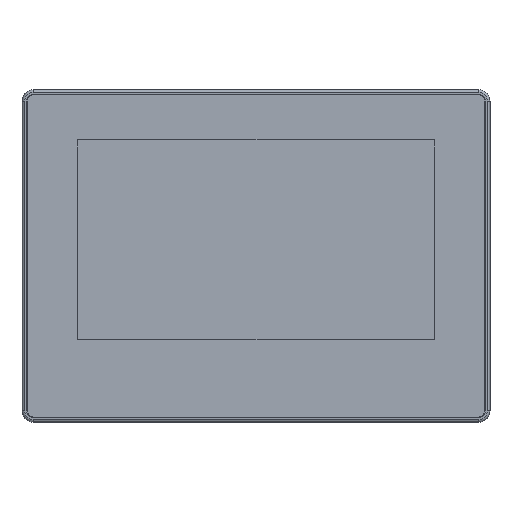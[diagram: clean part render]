
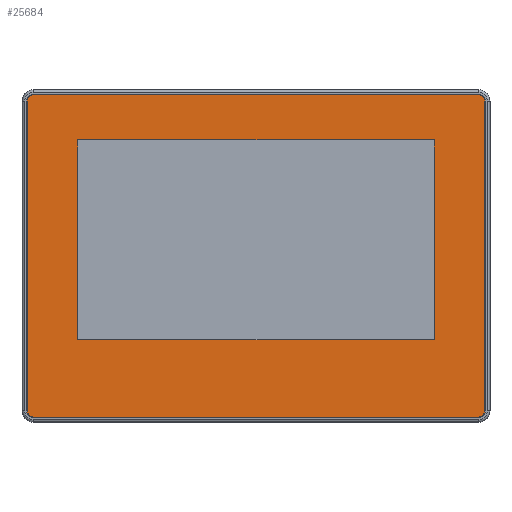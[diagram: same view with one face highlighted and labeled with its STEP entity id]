
A CAD part, top view. The second image highlights one B-rep face of the part: STEP entity #25684.
In plain terms, the highlighted planar face has unit normal (0, 0, 1).
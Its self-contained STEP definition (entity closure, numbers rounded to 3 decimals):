
#6929=CARTESIAN_POINT('',(97.,67.5,7.));
#6930=DIRECTION('',(0.,0.,-1.));
#6931=DIRECTION('',(0.,1.,0.));
#6932=AXIS2_PLACEMENT_3D('',#6929,#6930,#6931);
#6934=DIRECTION('',(0.,-1.,0.));
#6935=VECTOR('',#6934,135.);
#6936=CARTESIAN_POINT('',(99.69,67.5,7.));
#6937=LINE('',#6936,#6935);
#6938=CARTESIAN_POINT('',(97.,-67.5,7.));
#6939=DIRECTION('',(0.,0.,-1.));
#6940=DIRECTION('',(1.,0.,0.));
#6941=AXIS2_PLACEMENT_3D('',#6938,#6939,#6940);
#6943=DIRECTION('',(-1.,0.,0.));
#6944=VECTOR('',#6943,194.);
#6945=CARTESIAN_POINT('',(97.,-70.19,7.));
#6946=LINE('',#6945,#6944);
#6947=CARTESIAN_POINT('',(-97.,-67.5,7.));
#6948=DIRECTION('',(0.,0.,-1.));
#6949=DIRECTION('',(0.,-1.,0.));
#6950=AXIS2_PLACEMENT_3D('',#6947,#6948,#6949);
#6952=DIRECTION('',(0.,1.,0.));
#6953=VECTOR('',#6952,135.);
#6954=CARTESIAN_POINT('',(-99.69,-67.5,7.));
#6955=LINE('',#6954,#6953);
#6956=CARTESIAN_POINT('',(-97.,67.5,7.));
#6957=DIRECTION('',(0.,0.,-1.));
#6958=DIRECTION('',(-1.,0.,0.));
#6959=AXIS2_PLACEMENT_3D('',#6956,#6957,#6958);
#6961=DIRECTION('',(1.,0.,0.));
#6962=VECTOR('',#6961,194.);
#6963=CARTESIAN_POINT('',(-97.,70.19,7.));
#6964=LINE('',#6963,#6962);
#6965=DIRECTION('',(0.,1.,0.));
#6966=VECTOR('',#6965,87.093);
#6967=CARTESIAN_POINT('',(-77.626,-36.546,7.));
#6968=LINE('',#6967,#6966);
#6973=DIRECTION('',(1.,0.,0.));
#6974=VECTOR('',#6973,155.253);
#6975=CARTESIAN_POINT('',(-77.626,50.546,7.));
#6976=LINE('',#6975,#6974);
#6981=DIRECTION('',(0.,-1.,0.));
#6982=VECTOR('',#6981,87.093);
#6983=CARTESIAN_POINT('',(77.626,50.546,7.));
#6984=LINE('',#6983,#6982);
#6989=DIRECTION('',(-1.,0.,0.));
#6990=VECTOR('',#6989,155.253);
#6991=CARTESIAN_POINT('',(77.626,-36.546,7.));
#6992=LINE('',#6991,#6990);
#14861=CARTESIAN_POINT('',(99.69,67.5,7.));
#14862=VERTEX_POINT('',#14861);
#14863=CARTESIAN_POINT('',(97.,70.19,7.));
#14864=VERTEX_POINT('',#14863);
#14865=CARTESIAN_POINT('',(99.69,-67.5,7.));
#14866=VERTEX_POINT('',#14865);
#14867=CARTESIAN_POINT('',(97.,-70.19,7.));
#14868=VERTEX_POINT('',#14867);
#14869=CARTESIAN_POINT('',(-97.,-70.19,7.));
#14870=VERTEX_POINT('',#14869);
#14871=CARTESIAN_POINT('',(-99.69,-67.5,7.));
#14872=VERTEX_POINT('',#14871);
#14873=CARTESIAN_POINT('',(-99.69,67.5,7.));
#14874=VERTEX_POINT('',#14873);
#14875=CARTESIAN_POINT('',(-97.,70.19,7.));
#14876=VERTEX_POINT('',#14875);
#14877=CARTESIAN_POINT('',(-77.626,-36.546,7.));
#14878=CARTESIAN_POINT('',(-77.626,50.546,7.));
#14879=VERTEX_POINT('',#14877);
#14880=VERTEX_POINT('',#14878);
#14881=CARTESIAN_POINT('',(77.626,-36.546,7.));
#14882=VERTEX_POINT('',#14881);
#14883=CARTESIAN_POINT('',(77.626,50.546,7.));
#14884=VERTEX_POINT('',#14883);
#25659=CARTESIAN_POINT('',(0.,0.,7.));
#25660=DIRECTION('',(0.,0.,1.));
#25661=DIRECTION('',(1.,0.,0.));
#25662=AXIS2_PLACEMENT_3D('',#25659,#25660,#25661);
#25663=PLANE('',#25662);
#25664=ORIENTED_EDGE('',*,*,#25555,.T.);
#25665=ORIENTED_EDGE('',*,*,#25570,.T.);
#25666=ORIENTED_EDGE('',*,*,#25584,.T.);
#25667=ORIENTED_EDGE('',*,*,#25598,.T.);
#25668=ORIENTED_EDGE('',*,*,#25612,.T.);
#25669=ORIENTED_EDGE('',*,*,#25626,.T.);
#25670=ORIENTED_EDGE('',*,*,#25640,.T.);
#25671=ORIENTED_EDGE('',*,*,#25653,.T.);
#25672=EDGE_LOOP('',(#25664,#25665,#25666,#25667,#25668,#25669,#25670,#25671));
#25673=FACE_OUTER_BOUND('',#25672,.F.);
#25675=ORIENTED_EDGE('',*,*,#25674,.F.);
#25677=ORIENTED_EDGE('',*,*,#25676,.F.);
#25679=ORIENTED_EDGE('',*,*,#25678,.F.);
#25681=ORIENTED_EDGE('',*,*,#25680,.F.);
#25682=EDGE_LOOP('',(#25675,#25677,#25679,#25681));
#25683=FACE_BOUND('',#25682,.F.);
#25684=ADVANCED_FACE('',(#25673,#25683),#25663,.T.);
#6933=CIRCLE('',#6932,2.69);
#6942=CIRCLE('',#6941,2.69);
#6951=CIRCLE('',#6950,2.69);
#6960=CIRCLE('',#6959,2.69);
#25555=EDGE_CURVE('',#14864,#14862,#6933,.T.);
#25570=EDGE_CURVE('',#14862,#14866,#6937,.T.);
#25584=EDGE_CURVE('',#14866,#14868,#6942,.T.);
#25598=EDGE_CURVE('',#14868,#14870,#6946,.T.);
#25612=EDGE_CURVE('',#14870,#14872,#6951,.T.);
#25626=EDGE_CURVE('',#14872,#14874,#6955,.T.);
#25640=EDGE_CURVE('',#14874,#14876,#6960,.T.);
#25653=EDGE_CURVE('',#14876,#14864,#6964,.T.);
#25674=EDGE_CURVE('',#14879,#14880,#6968,.T.);
#25676=EDGE_CURVE('',#14882,#14879,#6992,.T.);
#25678=EDGE_CURVE('',#14884,#14882,#6984,.T.);
#25680=EDGE_CURVE('',#14880,#14884,#6976,.T.);
